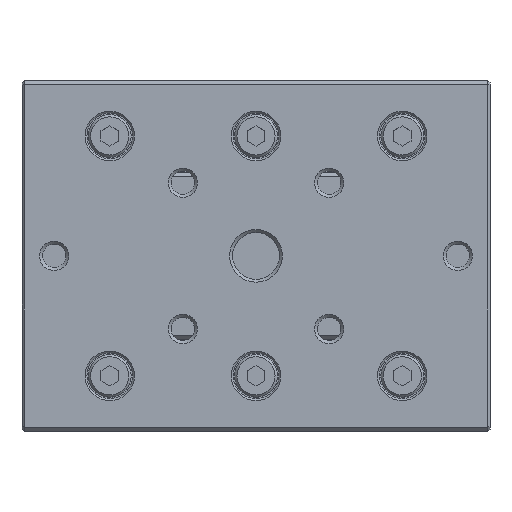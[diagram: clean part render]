
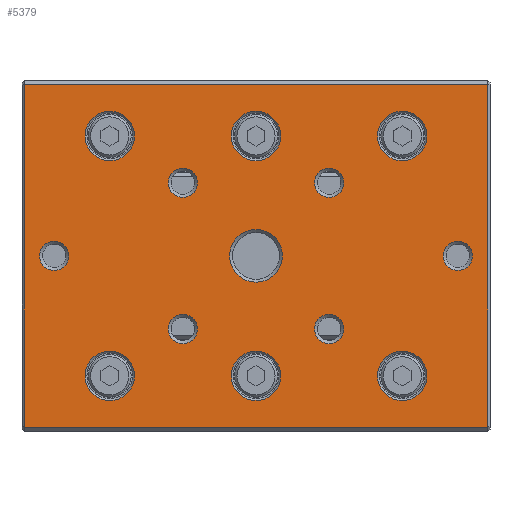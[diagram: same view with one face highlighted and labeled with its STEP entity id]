
A CAD part, top view. The second image highlights one B-rep face of the part: STEP entity #5379.
In plain terms, the highlighted planar face has unit normal (0, 0, 1).
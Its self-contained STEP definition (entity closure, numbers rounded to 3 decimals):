
#4834=FACE_BOUND('',#7951,.T.);
#4835=FACE_BOUND('',#7952,.T.);
#4836=FACE_BOUND('',#7953,.T.);
#4837=FACE_BOUND('',#7954,.T.);
#4838=FACE_BOUND('',#7955,.T.);
#4839=FACE_BOUND('',#7956,.T.);
#4840=FACE_BOUND('',#7957,.T.);
#4841=FACE_BOUND('',#7958,.T.);
#4842=FACE_BOUND('',#7959,.T.);
#4843=FACE_BOUND('',#7960,.T.);
#4844=FACE_BOUND('',#7961,.T.);
#4845=FACE_BOUND('',#7962,.T.);
#4846=FACE_BOUND('',#7963,.T.);
#4847=FACE_BOUND('',#7964,.T.);
#5113=CIRCLE('',#21126,4.5);
#5114=CIRCLE('',#21127,2.5);
#5115=CIRCLE('',#21128,2.5);
#5116=CIRCLE('',#21129,2.5);
#5117=CIRCLE('',#21130,2.5);
#5118=CIRCLE('',#21131,2.5);
#5119=CIRCLE('',#21132,2.5);
#5120=CIRCLE('',#21133,4.225);
#5121=CIRCLE('',#21134,4.225);
#5122=CIRCLE('',#21135,4.225);
#5123=CIRCLE('',#21136,4.225);
#5124=CIRCLE('',#21137,4.225);
#5125=CIRCLE('',#21138,4.225);
#5379=ADVANCED_FACE('',(#4834,#4835,#4836,#4837,#4838,#4839,#4840,#4841,
#4842,#4843,#4844,#4845,#4846,#4847),#6294,.F.);
#6294=PLANE('',#21139);
#7951=EDGE_LOOP('',(#10035));
#7952=EDGE_LOOP('',(#10036));
#7953=EDGE_LOOP('',(#10037));
#7954=EDGE_LOOP('',(#10038));
#7955=EDGE_LOOP('',(#10039));
#7956=EDGE_LOOP('',(#10040));
#7957=EDGE_LOOP('',(#10041));
#7958=EDGE_LOOP('',(#10042));
#7959=EDGE_LOOP('',(#10043));
#7960=EDGE_LOOP('',(#10044));
#7961=EDGE_LOOP('',(#10045));
#7962=EDGE_LOOP('',(#10046));
#7963=EDGE_LOOP('',(#10047));
#7964=EDGE_LOOP('',(#10048,#10049,#10050,#10051));
#10035=ORIENTED_EDGE('',*,*,#15828,.T.);
#10036=ORIENTED_EDGE('',*,*,#15829,.F.);
#10037=ORIENTED_EDGE('',*,*,#15830,.T.);
#10038=ORIENTED_EDGE('',*,*,#15831,.T.);
#10039=ORIENTED_EDGE('',*,*,#15832,.T.);
#10040=ORIENTED_EDGE('',*,*,#15833,.T.);
#10041=ORIENTED_EDGE('',*,*,#15834,.T.);
#10042=ORIENTED_EDGE('',*,*,#15835,.T.);
#10043=ORIENTED_EDGE('',*,*,#15836,.T.);
#10044=ORIENTED_EDGE('',*,*,#15837,.T.);
#10045=ORIENTED_EDGE('',*,*,#15838,.T.);
#10046=ORIENTED_EDGE('',*,*,#15839,.T.);
#10047=ORIENTED_EDGE('',*,*,#15840,.T.);
#10048=ORIENTED_EDGE('',*,*,#15841,.T.);
#10049=ORIENTED_EDGE('',*,*,#15842,.T.);
#10050=ORIENTED_EDGE('',*,*,#15843,.T.);
#10051=ORIENTED_EDGE('',*,*,#15844,.T.);
#14153=VERTEX_POINT('',#27675);
#14154=VERTEX_POINT('',#27677);
#14155=VERTEX_POINT('',#27679);
#14156=VERTEX_POINT('',#27681);
#14157=VERTEX_POINT('',#27683);
#14158=VERTEX_POINT('',#27685);
#14159=VERTEX_POINT('',#27687);
#14160=VERTEX_POINT('',#27689);
#14161=VERTEX_POINT('',#27691);
#14162=VERTEX_POINT('',#27693);
#14163=VERTEX_POINT('',#27695);
#14164=VERTEX_POINT('',#27697);
#14165=VERTEX_POINT('',#27699);
#14166=VERTEX_POINT('',#27701);
#14167=VERTEX_POINT('',#27702);
#14168=VERTEX_POINT('',#27704);
#14169=VERTEX_POINT('',#27706);
#15828=EDGE_CURVE('',#14153,#14153,#5113,.T.);
#15829=EDGE_CURVE('',#14154,#14154,#5114,.T.);
#15830=EDGE_CURVE('',#14155,#14155,#5115,.T.);
#15831=EDGE_CURVE('',#14156,#14156,#5116,.T.);
#15832=EDGE_CURVE('',#14157,#14157,#5117,.T.);
#15833=EDGE_CURVE('',#14158,#14158,#5118,.T.);
#15834=EDGE_CURVE('',#14159,#14159,#5119,.T.);
#15835=EDGE_CURVE('',#14160,#14160,#5120,.T.);
#15836=EDGE_CURVE('',#14161,#14161,#5121,.T.);
#15837=EDGE_CURVE('',#14162,#14162,#5122,.T.);
#15838=EDGE_CURVE('',#14163,#14163,#5123,.T.);
#15839=EDGE_CURVE('',#14164,#14164,#5124,.T.);
#15840=EDGE_CURVE('',#14165,#14165,#5125,.T.);
#15841=EDGE_CURVE('',#14166,#14167,#17902,.T.);
#15842=EDGE_CURVE('',#14167,#14168,#17903,.T.);
#15843=EDGE_CURVE('',#14168,#14169,#17904,.T.);
#15844=EDGE_CURVE('',#14169,#14166,#17905,.T.);
#17902=LINE('',#27700,#19686);
#17903=LINE('',#27703,#19687);
#17904=LINE('',#27705,#19688);
#17905=LINE('',#27707,#19689);
#19686=VECTOR('',#22957,1.);
#19687=VECTOR('',#22958,1.);
#19688=VECTOR('',#22959,1.);
#19689=VECTOR('',#22960,1.);
#21126=AXIS2_PLACEMENT_3D('',#27674,#22931,#22932);
#21127=AXIS2_PLACEMENT_3D('',#27676,#22933,#22934);
#21128=AXIS2_PLACEMENT_3D('',#27678,#22935,#22936);
#21129=AXIS2_PLACEMENT_3D('',#27680,#22937,#22938);
#21130=AXIS2_PLACEMENT_3D('',#27682,#22939,#22940);
#21131=AXIS2_PLACEMENT_3D('',#27684,#22941,#22942);
#21132=AXIS2_PLACEMENT_3D('',#27686,#22943,#22944);
#21133=AXIS2_PLACEMENT_3D('',#27688,#22945,#22946);
#21134=AXIS2_PLACEMENT_3D('',#27690,#22947,#22948);
#21135=AXIS2_PLACEMENT_3D('',#27692,#22949,#22950);
#21136=AXIS2_PLACEMENT_3D('',#27694,#22951,#22952);
#21137=AXIS2_PLACEMENT_3D('',#27696,#22953,#22954);
#21138=AXIS2_PLACEMENT_3D('',#27698,#22955,#22956);
#21139=AXIS2_PLACEMENT_3D('',#27708,#22961,#22962);
#22931=DIRECTION('',(0.,0.,-1.));
#22932=DIRECTION('',(-1.,0.,0.));
#22933=DIRECTION('',(0.,0.,1.));
#22934=DIRECTION('',(1.,0.,0.));
#22935=DIRECTION('',(0.,0.,-1.));
#22936=DIRECTION('',(-1.,0.,0.));
#22937=DIRECTION('',(0.,0.,-1.));
#22938=DIRECTION('',(-1.,0.,0.));
#22939=DIRECTION('',(0.,0.,-1.));
#22940=DIRECTION('',(-1.,0.,0.));
#22941=DIRECTION('',(0.,0.,-1.));
#22942=DIRECTION('',(-1.,0.,0.));
#22943=DIRECTION('',(0.,0.,-1.));
#22944=DIRECTION('',(-1.,0.,0.));
#22945=DIRECTION('',(0.,0.,-1.));
#22946=DIRECTION('',(-1.,0.,0.));
#22947=DIRECTION('',(0.,0.,-1.));
#22948=DIRECTION('',(-1.,0.,0.));
#22949=DIRECTION('',(0.,0.,-1.));
#22950=DIRECTION('',(-1.,0.,0.));
#22951=DIRECTION('',(0.,0.,-1.));
#22952=DIRECTION('',(-1.,0.,0.));
#22953=DIRECTION('',(0.,0.,-1.));
#22954=DIRECTION('',(-1.,0.,0.));
#22955=DIRECTION('',(0.,0.,-1.));
#22956=DIRECTION('',(-1.,0.,0.));
#22957=DIRECTION('',(1.,0.,0.));
#22958=DIRECTION('',(0.,1.,0.));
#22959=DIRECTION('',(-1.,0.,0.));
#22960=DIRECTION('',(0.,-1.,0.));
#22961=DIRECTION('',(0.,0.,-1.));
#22962=DIRECTION('',(-1.,0.,0.));
#27674=CARTESIAN_POINT('',(120.,30.,25.));
#27675=CARTESIAN_POINT('',(115.5,30.,25.));
#27676=CARTESIAN_POINT('',(154.5,30.,25.));
#27677=CARTESIAN_POINT('',(157.,30.,25.));
#27678=CARTESIAN_POINT('',(85.5,30.,25.));
#27679=CARTESIAN_POINT('',(83.,30.,25.));
#27680=CARTESIAN_POINT('',(132.5,17.5,25.));
#27681=CARTESIAN_POINT('',(130.,17.5,25.));
#27682=CARTESIAN_POINT('',(132.5,42.5,25.));
#27683=CARTESIAN_POINT('',(130.,42.5,25.));
#27684=CARTESIAN_POINT('',(107.5,17.5,25.));
#27685=CARTESIAN_POINT('',(105.,17.5,25.));
#27686=CARTESIAN_POINT('',(107.5,42.5,25.));
#27687=CARTESIAN_POINT('',(105.,42.5,25.));
#27688=CARTESIAN_POINT('',(145.,9.5,25.));
#27689=CARTESIAN_POINT('',(140.775,9.5,25.));
#27690=CARTESIAN_POINT('',(145.,50.5,25.));
#27691=CARTESIAN_POINT('',(140.775,50.5,25.));
#27692=CARTESIAN_POINT('',(120.,9.5,25.));
#27693=CARTESIAN_POINT('',(115.775,9.5,25.));
#27694=CARTESIAN_POINT('',(120.,50.5,25.));
#27695=CARTESIAN_POINT('',(115.775,50.5,25.));
#27696=CARTESIAN_POINT('',(95.,9.5,25.));
#27697=CARTESIAN_POINT('',(90.775,9.5,25.));
#27698=CARTESIAN_POINT('',(95.,50.5,25.));
#27699=CARTESIAN_POINT('',(90.775,50.5,25.));
#27700=CARTESIAN_POINT('',(160.,0.7,25.));
#27701=CARTESIAN_POINT('',(80.4,0.7,25.));
#27702=CARTESIAN_POINT('',(159.6,0.7,25.));
#27703=CARTESIAN_POINT('',(159.6,60.,25.));
#27704=CARTESIAN_POINT('',(159.6,59.3,25.));
#27705=CARTESIAN_POINT('',(160.,59.3,25.));
#27706=CARTESIAN_POINT('',(80.4,59.3,25.));
#27707=CARTESIAN_POINT('',(80.4,0.7,25.));
#27708=CARTESIAN_POINT('',(160.,60.,25.));
